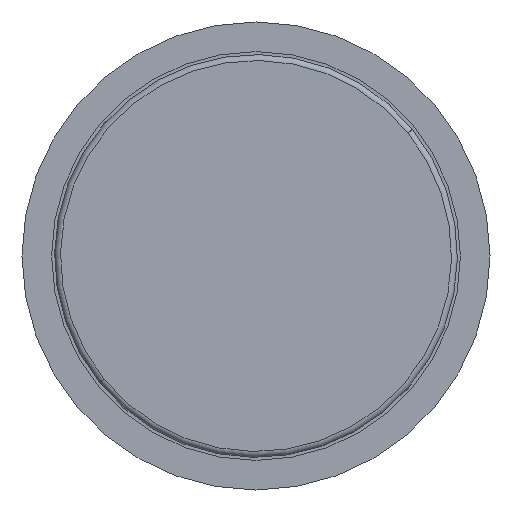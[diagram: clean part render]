
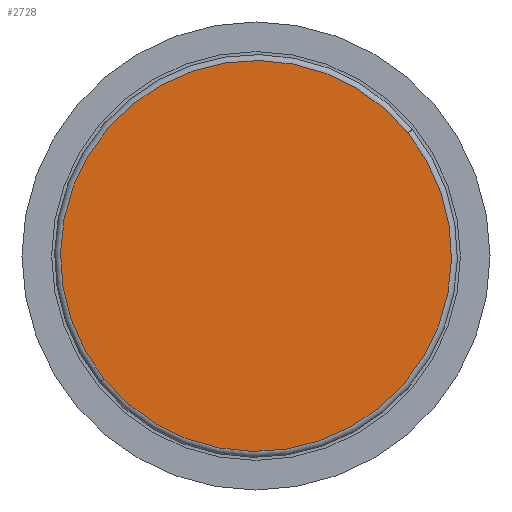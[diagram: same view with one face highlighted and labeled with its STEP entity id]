
A CAD part, front view. The second image highlights one B-rep face of the part: STEP entity #2728.
In plain terms, the highlighted planar face has unit normal (0, -1, 0).
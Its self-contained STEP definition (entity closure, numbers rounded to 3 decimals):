
#7 = ORIENTED_EDGE ( 'NONE', *, *, #259, .T. ) ;
#48 = CARTESIAN_POINT ( 'NONE',  ( 0., 0., 33. ) ) ;
#259 = EDGE_CURVE ( 'NONE', #675, #1828, #2405, .T. ) ;
#675 = VERTEX_POINT ( 'NONE', #3070 ) ;
#929 = DIRECTION ( 'NONE',  ( 0., 0., 1. ) ) ;
#1011 = ORIENTED_EDGE ( 'NONE', *, *, #1015, .T. ) ;
#1015 = EDGE_CURVE ( 'NONE', #1828, #675, #1159, .T. ) ;
#1051 = CARTESIAN_POINT ( 'NONE',  ( -33.366, 0., -33. ) ) ;
#1155 = DIRECTION ( 'NONE',  ( 0., -1., 0. ) ) ;
#1159 = CIRCLE ( 'NONE', #2659, 33. ) ;
#1290 = DIRECTION ( 'NONE',  ( 0., 0., 1. ) ) ;
#1531 = FACE_OUTER_BOUND ( 'NONE', #1876, .T. ) ;
#1545 = DIRECTION ( 'NONE',  ( 0., -1., 0. ) ) ;
#1561 = DIRECTION ( 'NONE',  ( 1., 0., 0. ) ) ;
#1828 = VERTEX_POINT ( 'NONE', #48 ) ;
#1876 = EDGE_LOOP ( 'NONE', ( #1011, #7 ) ) ;
#1903 = AXIS2_PLACEMENT_3D ( 'NONE', #1051, #1545, #1561 ) ;
#2177 = CARTESIAN_POINT ( 'NONE',  ( 0., 0., 0. ) ) ;
#2295 = PLANE ( 'NONE',  #1903 ) ;
#2405 = CIRCLE ( 'NONE', #3017, 33. ) ;
#2659 = AXIS2_PLACEMENT_3D ( 'NONE', #2177, #3019, #1290 ) ;
#2728 = ADVANCED_FACE ( 'NONE', ( #1531 ), #2295, .T. ) ;
#3017 = AXIS2_PLACEMENT_3D ( 'NONE', #3144, #1155, #929 ) ;
#3019 = DIRECTION ( 'NONE',  ( 0., -1., 0. ) ) ;
#3070 = CARTESIAN_POINT ( 'NONE',  ( 0., 0., -33. ) ) ;
#3144 = CARTESIAN_POINT ( 'NONE',  ( 0., 0., 0. ) ) ;
